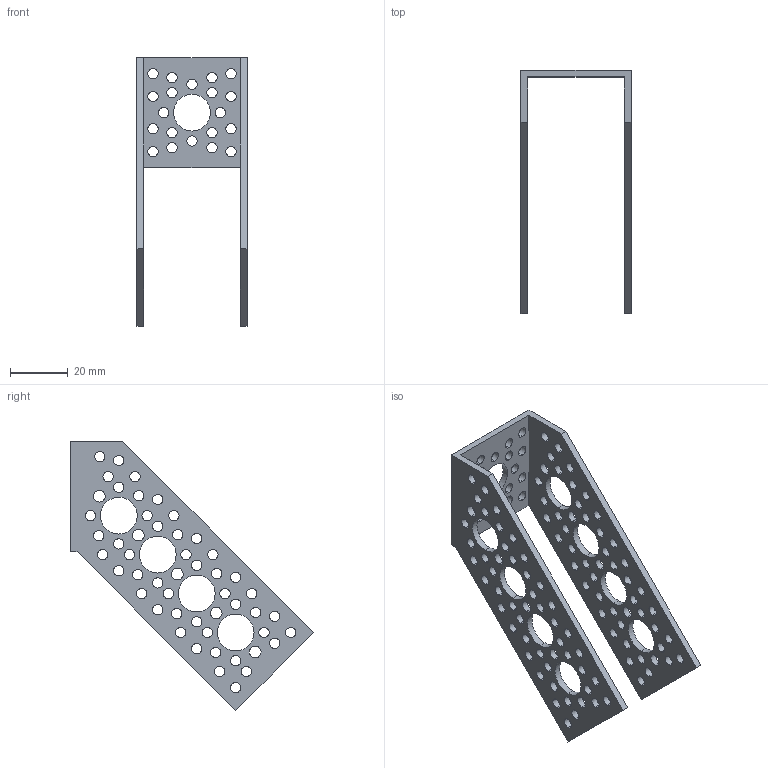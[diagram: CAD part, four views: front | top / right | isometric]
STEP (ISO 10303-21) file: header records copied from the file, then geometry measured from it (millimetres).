
FILE_DESCRIPTION (( 'STEP AP203' ), '1' );
FILE_NAME ('585482.STEP', '2014-07-14T22:01:46', ( 'Kyle' ), ( 'Microsoft' ), 'SwSTEP 2.0', 'SolidWorks 2014', '' );
FILE_SCHEMA (( 'CONFIG_CONTROL_DESIGN' ));
Length unit declared in the file: inch
Products named in the file (1): 585482
Bounding box: 38.1 x 84.09 x 92.96 mm (x, y, z)
Volume: 14127 mm3; surface area: 17536.4 mm2
Topology: 1 solids, 1 shells, 276 faces, 820 edges, 546 vertices
Faces by surface type: cylinder 262, plane 14
Entity records: 10175 total; most frequent: DIRECTION 1898, CARTESIAN_POINT 1643, ORIENTED_EDGE 1640, EDGE_CURVE 820, AXIS2_PLACEMENT_3D 801, VERTEX_POINT 546, EDGE_LOOP 538, CIRCLE 524
